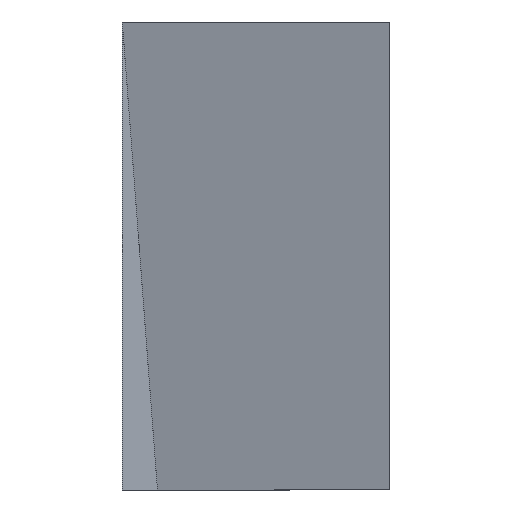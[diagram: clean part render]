
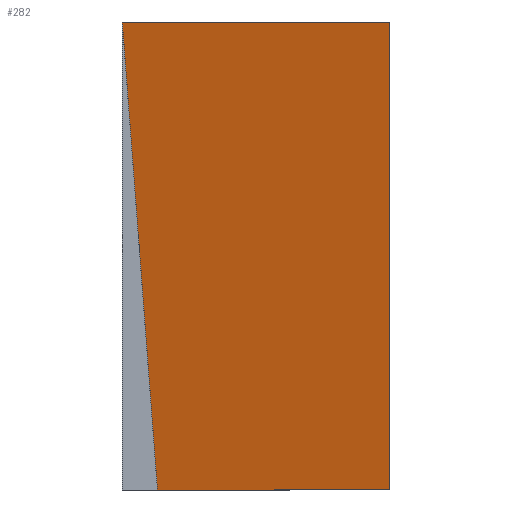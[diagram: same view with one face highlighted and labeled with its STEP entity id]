
A CAD part, left-side view. The second image highlights one B-rep face of the part: STEP entity #282.
In plain terms, the highlighted planar face has unit normal (-0.973, 0, -0.232).
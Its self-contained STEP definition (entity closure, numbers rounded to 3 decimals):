
#2 = LINE ( 'NONE', #109, #227 ) ;
#15 = ORIENTED_EDGE ( 'NONE', *, *, #27, .T. ) ;
#21 = VERTEX_POINT ( 'NONE', #358 ) ;
#27 = EDGE_CURVE ( 'NONE', #21, #134, #47, .T. ) ;
#32 = CARTESIAN_POINT ( 'NONE',  ( -21.5, 0., 10.5 ) ) ;
#40 = DIRECTION ( 'NONE',  ( 0., -1., 0. ) ) ;
#47 = LINE ( 'NONE', #55, #390 ) ;
#48 = CARTESIAN_POINT ( 'NONE',  ( -21.5, 12., 10.5 ) ) ;
#55 = CARTESIAN_POINT ( 'NONE',  ( -16.5, 0., -10.5 ) ) ;
#83 = DIRECTION ( 'NONE',  ( 0., -1., 0. ) ) ;
#95 = DIRECTION ( 'NONE',  ( -0.232, 0., 0.973 ) ) ;
#98 = DIRECTION ( 'NONE',  ( 0.231, -0.073, -0.97 ) ) ;
#105 = EDGE_CURVE ( 'NONE', #353, #298, #142, .T. ) ;
#109 = CARTESIAN_POINT ( 'NONE',  ( -16.5, 12., -10.5 ) ) ;
#114 = PLANE ( 'NONE',  #425 ) ;
#116 = LINE ( 'NONE', #48, #169 ) ;
#134 = VERTEX_POINT ( 'NONE', #32 ) ;
#142 = LINE ( 'NONE', #370, #244 ) ;
#169 = VECTOR ( 'NONE', #83, 1000. ) ;
#173 = ORIENTED_EDGE ( 'NONE', *, *, #105, .T. ) ;
#227 = VECTOR ( 'NONE', #40, 1000. ) ;
#244 = VECTOR ( 'NONE', #98, 1000. ) ;
#273 = FACE_OUTER_BOUND ( 'NONE', #287, .T. ) ;
#282 = ADVANCED_FACE ( 'NONE', ( #273 ), #114, .F. ) ;
#287 = EDGE_LOOP ( 'NONE', ( #386, #173, #407, #15 ) ) ;
#297 = EDGE_CURVE ( 'NONE', #298, #21, #2, .T. ) ;
#298 = VERTEX_POINT ( 'NONE', #337 ) ;
#305 = CARTESIAN_POINT ( 'NONE',  ( -16.5, 12., -10.5 ) ) ;
#316 = CARTESIAN_POINT ( 'NONE',  ( -21.5, 12., 10.5 ) ) ;
#337 = CARTESIAN_POINT ( 'NONE',  ( -16.5, 10.421, -10.5 ) ) ;
#345 = DIRECTION ( 'NONE',  ( 0.973, 0., 0.232 ) ) ;
#353 = VERTEX_POINT ( 'NONE', #316 ) ;
#358 = CARTESIAN_POINT ( 'NONE',  ( -16.5, 0., -10.5 ) ) ;
#361 = EDGE_CURVE ( 'NONE', #353, #134, #116, .T. ) ;
#370 = CARTESIAN_POINT ( 'NONE',  ( -16.527, 10.429, -10.388 ) ) ;
#386 = ORIENTED_EDGE ( 'NONE', *, *, #361, .F. ) ;
#390 = VECTOR ( 'NONE', #95, 1000. ) ;
#407 = ORIENTED_EDGE ( 'NONE', *, *, #297, .T. ) ;
#425 = AXIS2_PLACEMENT_3D ( 'NONE', #305, #345, #450 ) ;
#450 = DIRECTION ( 'NONE',  ( 0.232, 0., -0.973 ) ) ;
